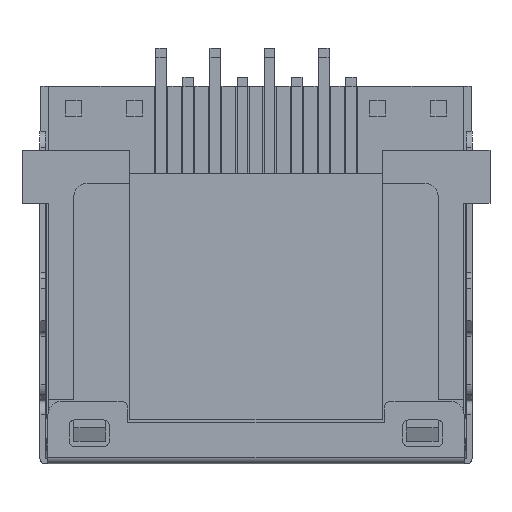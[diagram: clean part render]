
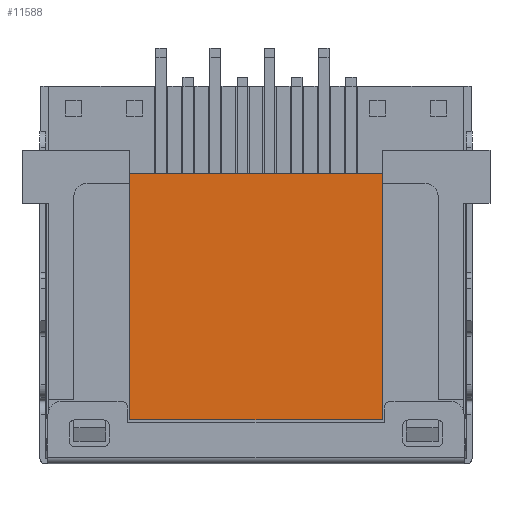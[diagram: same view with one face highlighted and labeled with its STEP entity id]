
A CAD part, front view. The second image highlights one B-rep face of the part: STEP entity #11588.
In plain terms, the highlighted planar face has unit normal (0, -1, 0).
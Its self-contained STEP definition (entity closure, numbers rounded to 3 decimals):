
#706=FACE_OUTER_BOUND('',#1300,.T.);
#1300=EDGE_LOOP('',(#8795,#8796,#8797,#8798));
#2176=LINE('',#17066,#3651);
#2395=LINE('',#17503,#3870);
#2398=LINE('',#17510,#3873);
#2400=LINE('',#17513,#3875);
#3651=VECTOR('',#13580,9.5);
#3870=VECTOR('',#14021,9.25);
#3873=VECTOR('',#14030,9.5);
#3875=VECTOR('',#14034,9.25);
#5049=VERTEX_POINT('',#17063);
#5050=VERTEX_POINT('',#17065);
#5157=VERTEX_POINT('',#17502);
#5158=VERTEX_POINT('',#17509);
#6275=EDGE_CURVE('',#5049,#5050,#2176,.T.);
#6498=EDGE_CURVE('',#5157,#5050,#2395,.T.);
#6501=EDGE_CURVE('',#5157,#5158,#2398,.T.);
#6503=EDGE_CURVE('',#5049,#5158,#2400,.T.);
#8795=ORIENTED_EDGE('',*,*,#6498,.T.);
#8796=ORIENTED_EDGE('',*,*,#6275,.F.);
#8797=ORIENTED_EDGE('',*,*,#6503,.T.);
#8798=ORIENTED_EDGE('',*,*,#6501,.F.);
#11123=PLANE('',#12273);
#11588=ADVANCED_FACE('',(#706),#11123,.T.);
#12273=AXIS2_PLACEMENT_3D('',#17512,#14032,#14033);
#13580=DIRECTION('',(1.,0.,0.));
#14021=DIRECTION('',(0.,0.,1.));
#14030=DIRECTION('',(-1.,0.,0.));
#14032=DIRECTION('center_axis',(0.,-1.,0.));
#14033=DIRECTION('ref_axis',(1.,0.,0.));
#14034=DIRECTION('',(0.,0.,-1.));
#17063=CARTESIAN_POINT('',(-4.75,-5.5,10.7));
#17065=CARTESIAN_POINT('',(4.75,-5.5,10.7));
#17066=CARTESIAN_POINT('',(-4.75,-5.5,10.7));
#17502=CARTESIAN_POINT('',(4.75,-5.5,1.45));
#17503=CARTESIAN_POINT('',(4.75,-5.5,1.45));
#17509=CARTESIAN_POINT('',(-4.75,-5.5,1.45));
#17510=CARTESIAN_POINT('',(4.75,-5.5,1.45));
#17512=CARTESIAN_POINT('Origin',(-7.8,-5.5,0.));
#17513=CARTESIAN_POINT('',(-4.75,-5.5,10.7));
